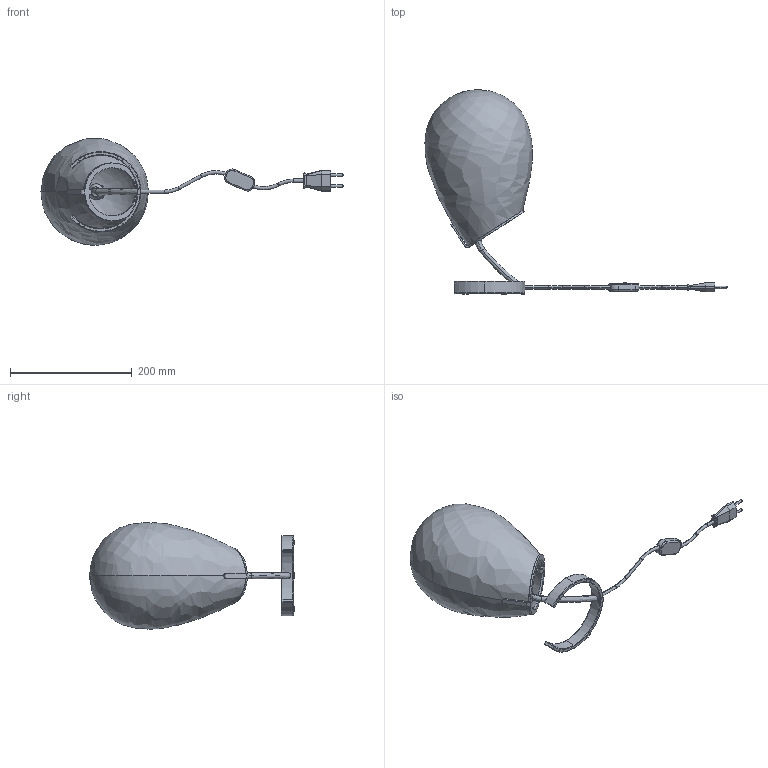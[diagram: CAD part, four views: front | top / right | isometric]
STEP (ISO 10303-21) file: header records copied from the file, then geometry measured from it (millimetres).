
FILE_DESCRIPTION (( 'STEP AP214' ), '1' );
FILE_NAME ('EQUILIBRIO_PICCOLA.STEP', '2020-08-12T09:13:21', ( '' ), ( '' ), 'SwSTEP 2.0', 'SolidWorks 2014', '' );
FILE_SCHEMA (( 'AUTOMOTIVE_DESIGN' ));
Length unit declared in the file: millimetre
Products named in the file (19): spina ce con cavo e int; 001TS_005; 001TS_001_A; EQUILIBRIO_PICCOLA; 001TS_003; 001TM_006; 001TS_002; PTL E14 PLASTICO
Assembly tree (11 placements, depth 2):
  001TS_005
  spina ce con cavo e int
  001TS_001_A
  EQUILIBRIO_PICCOLA
    001TS_002
    001TS_003
    001TS_001_A
    001TS_005
    001TM_006  x5
    spina ce con cavo e int
    PTL E14 PLASTICO
  001TS_003
Bounding box: 496.06 x 335.42 x 174.97 mm (x, y, z)
Volume: 358772.5 mm3; surface area: 285938 mm2
Topology: 11 solids, 11 shells, 304 faces, 696 edges, 408 vertices
Faces by surface type: cylinder 119, plane 103, torus 36, bspline 31, sphere 12, cone 3
Entity records: 13790 total; most frequent: CARTESIAN_POINT 7293, DIRECTION 1308, ORIENTED_EDGE 1244, EDGE_CURVE 622, AXIS2_PLACEMENT_3D 528, VERTEX_POINT 368, EDGE_LOOP 296, FACE_OUTER_BOUND 276
